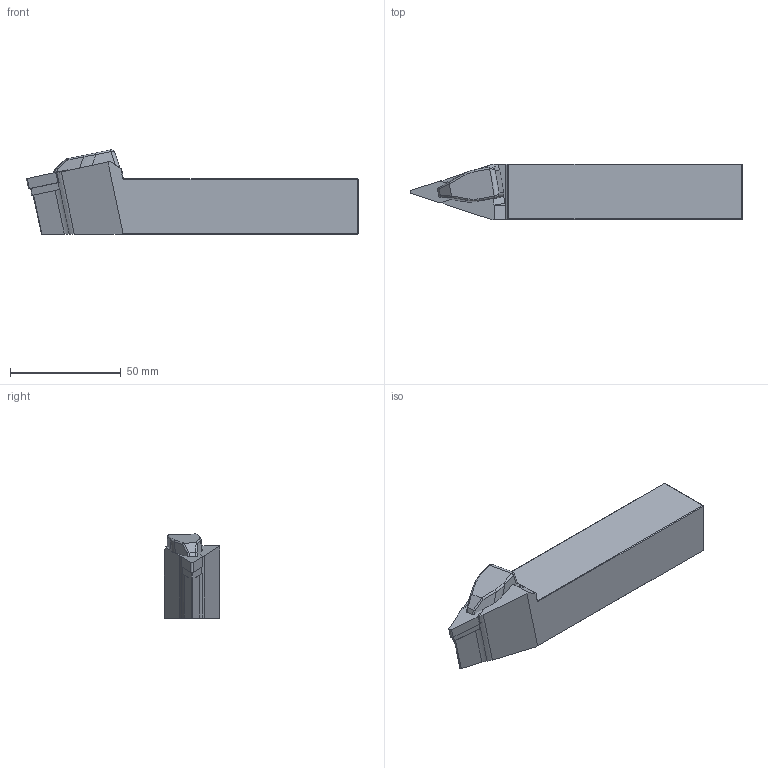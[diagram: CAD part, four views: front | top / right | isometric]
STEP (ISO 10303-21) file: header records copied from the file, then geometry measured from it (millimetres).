
FILE_DESCRIPTION(/* description */ (''),/* implementation_level */ '2;1');
FILE_NAME(/* name */ 'TVVNN-2525-M16.stp',/* time_stamp */ '2023-10-17T10:05:44+03:00',/* author */ (''),/* organization */ (''),/* preprocessor_version */ 'ST-DEVELOPER v19.4',/* originating_system */ 'SIEMENS PLM Software NX2306.3001',/* authorisation */ '');
FILE_SCHEMA (('AUTOMOTIVE_DESIGN { 1 0 10303 214 3 1 1 1 }'));
Length unit declared in the file: millimetre
Products named in the file (1): TVVNN-2525-M16
Bounding box: 150 x 25 x 37.99 mm (x, y, z)
Volume: 85052 mm3; surface area: 15931 mm2
Topology: 2 solids, 2 shells, 122 faces, 320 edges, 199 vertices
Faces by surface type: plane 63, cylinder 40, bspline 13, cone 3, torus 2, sphere 1
Entity records: 4145 total; most frequent: CARTESIAN_POINT 1053, ORIENTED_EDGE 634, DIRECTION 630, EDGE_CURVE 317, AXIS2_PLACEMENT_3D 218, VERTEX_POINT 199, LINE 194, VECTOR 194
